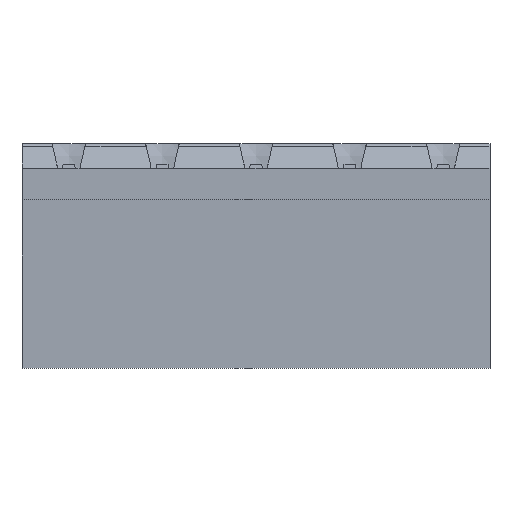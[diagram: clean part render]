
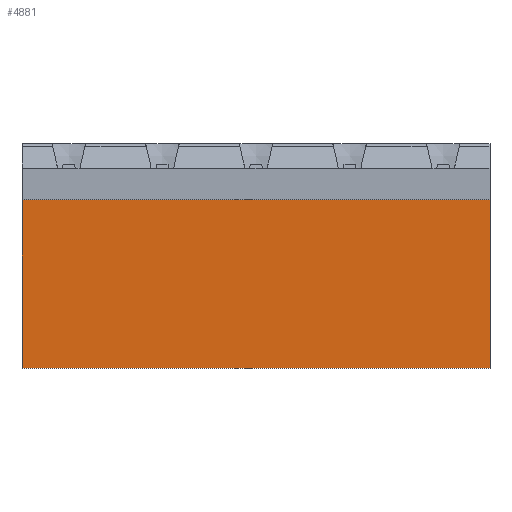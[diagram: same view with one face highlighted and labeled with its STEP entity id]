
A CAD part, front view. The second image highlights one B-rep face of the part: STEP entity #4881.
In plain terms, the highlighted planar face has unit normal (0, -1, -0.022).
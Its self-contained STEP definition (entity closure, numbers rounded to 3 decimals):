
#913=DIRECTION('',(-1.,0.,0.));
#914=VECTOR('',#913,25.);
#915=CARTESIAN_POINT('',(29.,-31.4,-24.));
#916=LINE('',#915,#914);
#917=DIRECTION('',(-1.,0.,0.));
#918=VECTOR('',#917,25.);
#919=CARTESIAN_POINT('',(29.,-31.6,-15.));
#920=LINE('',#919,#918);
#2270=DIRECTION('',(0.,-0.022,1.));
#2271=VECTOR('',#2270,9.002);
#2272=CARTESIAN_POINT('',(29.,-31.4,-24.));
#2273=LINE('',#2272,#2271);
#2702=DIRECTION('',(0.,0.022,-1.));
#2703=VECTOR('',#2702,9.002);
#2704=CARTESIAN_POINT('',(4.,-31.6,-15.));
#2705=LINE('',#2704,#2703);
#3052=CARTESIAN_POINT('',(4.,-31.4,-24.));
#3053=VERTEX_POINT('',#3052);
#3054=CARTESIAN_POINT('',(4.,-31.6,-15.));
#3055=VERTEX_POINT('',#3054);
#3644=CARTESIAN_POINT('',(29.,-31.4,-24.));
#3645=VERTEX_POINT('',#3644);
#3646=CARTESIAN_POINT('',(29.,-31.6,-15.));
#3647=VERTEX_POINT('',#3646);
#4867=CARTESIAN_POINT('',(9.,-31.5,-19.5));
#4868=DIRECTION('',(0.,1.,0.022));
#4869=DIRECTION('',(0.,-0.022,1.));
#4870=AXIS2_PLACEMENT_3D('',#4867,#4868,#4869);
#4871=PLANE('',#4870);
#4873=ORIENTED_EDGE('',*,*,#4872,.F.);
#4875=ORIENTED_EDGE('',*,*,#4874,.F.);
#4876=ORIENTED_EDGE('',*,*,#4857,.T.);
#4878=ORIENTED_EDGE('',*,*,#4877,.F.);
#4879=EDGE_LOOP('',(#4873,#4875,#4876,#4878));
#4880=FACE_OUTER_BOUND('',#4879,.F.);
#4881=ADVANCED_FACE('',(#4880),#4871,.F.);
#4857=EDGE_CURVE('',#3645,#3053,#916,.T.);
#4872=EDGE_CURVE('',#3647,#3055,#920,.T.);
#4874=EDGE_CURVE('',#3645,#3647,#2273,.T.);
#4877=EDGE_CURVE('',#3055,#3053,#2705,.T.);
